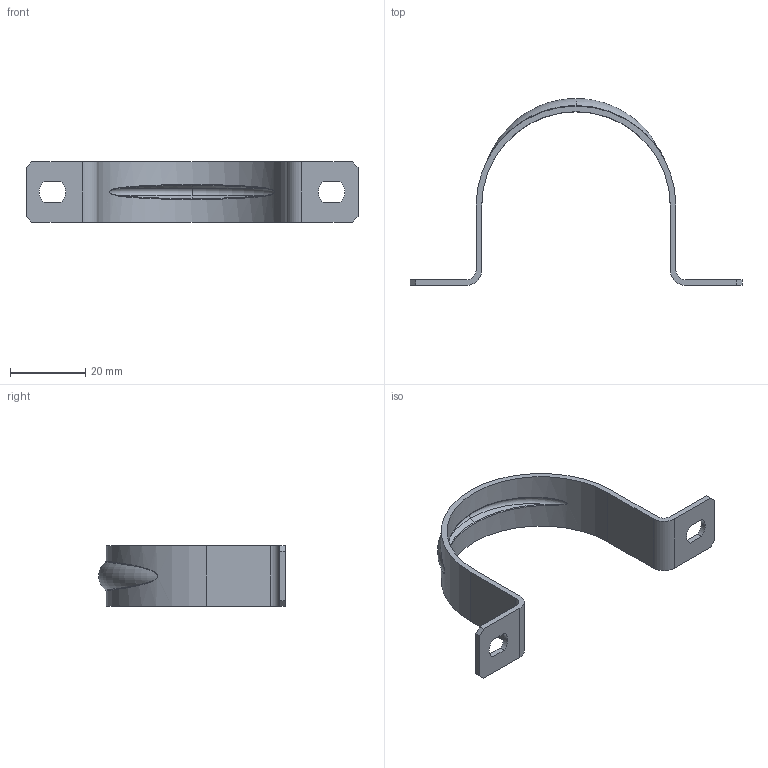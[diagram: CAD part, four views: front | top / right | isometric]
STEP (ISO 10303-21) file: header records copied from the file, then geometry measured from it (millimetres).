
FILE_DESCRIPTION(('CoCreate Modeling STEP Export'),'2;1');
FILE_NAME('1018507.stp','2018-05-15T15:40:09',(''),(''),'CoCreate Modeling STEP processor for AP214 (Solid Model)','CoCreate Modeling 16.00D 29-May-2009 (C) Parametric Technology GmbH','');
FILE_SCHEMA(('AUTOMOTIVE_DESIGN { 1 0 10303 214 1 1 1 1 }'));
Length unit declared in the file: millimetre
Products named in the file (2): Befestigungsschelle
Assembly tree (1 placements, depth 2):
  Befestigungsschelle
    Befestigungsschelle
Bounding box: 88 x 49.48 x 16 mm (x, y, z)
Volume: 3822.3 mm3; surface area: 5524.8 mm2
Topology: 1 solids, 1 shells, 165 faces, 470 edges, 312 vertices
Faces by surface type: plane 137, cylinder 14, bspline 6, torus 4, cone 4
Entity records: 10292 total; most frequent: CARTESIAN_POINT 6084, ORIENTED_EDGE 940, DIRECTION 756, EDGE_CURVE 470, VECTOR 408, LINE 408, VERTEX_POINT 312, AXIS2_PLACEMENT_3D 174
